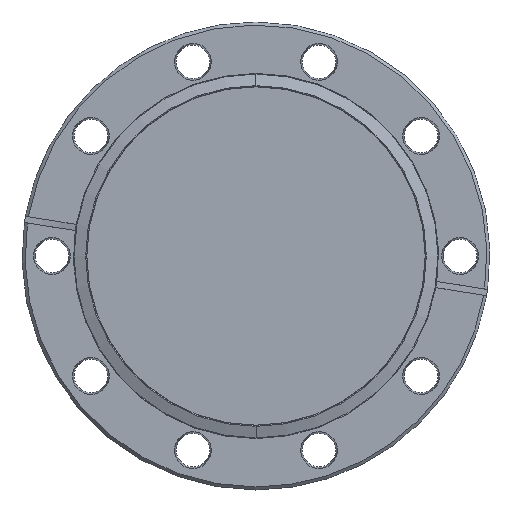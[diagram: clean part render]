
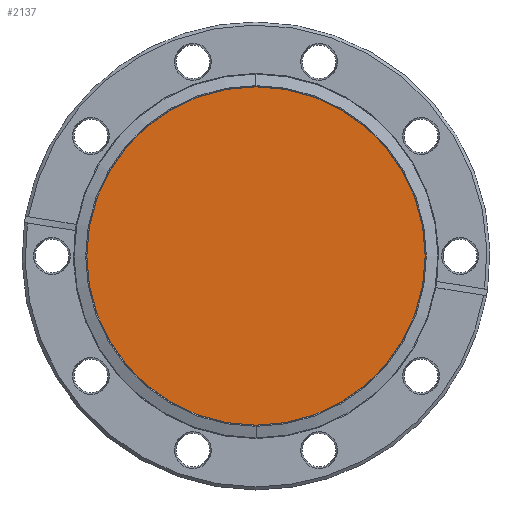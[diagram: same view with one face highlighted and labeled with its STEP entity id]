
A CAD part, left-side view. The second image highlights one B-rep face of the part: STEP entity #2137.
In plain terms, the highlighted planar face has unit normal (-1, 0, 0).
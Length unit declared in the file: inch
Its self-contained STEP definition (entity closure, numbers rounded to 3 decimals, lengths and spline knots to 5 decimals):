
#64 = ORIENTED_EDGE ( 'NONE', *, *, #1040, .T. ) ;
#89 = DIRECTION ( 'NONE',  ( 1., 0., 0. ) ) ;
#99 = ORIENTED_EDGE ( 'NONE', *, *, #2836, .T. ) ;
#160 = VERTEX_POINT ( 'NONE', #988 ) ;
#294 = CIRCLE ( 'NONE', #3148, 1.67 ) ;
#343 = CARTESIAN_POINT ( 'NONE',  ( 0.051, 1.675, 0. ) ) ;
#507 = CARTESIAN_POINT ( 'NONE',  ( 0.051, 0., 0. ) ) ;
#646 = PLANE ( 'NONE',  #2320 ) ;
#988 = CARTESIAN_POINT ( 'NONE',  ( 0.051, 0., 1.67 ) ) ;
#1040 = EDGE_CURVE ( 'NONE', #160, #1954, #294, .T. ) ;
#1075 = AXIS2_PLACEMENT_3D ( 'NONE', #507, #2844, #2067 ) ;
#1142 = FACE_OUTER_BOUND ( 'NONE', #1729, .T. ) ;
#1391 = DIRECTION ( 'NONE',  ( 0., 0., -1. ) ) ;
#1729 = EDGE_LOOP ( 'NONE', ( #99, #64 ) ) ;
#1812 = DIRECTION ( 'NONE',  ( -1., 0., 0. ) ) ;
#1954 = VERTEX_POINT ( 'NONE', #3305 ) ;
#2067 = DIRECTION ( 'NONE',  ( 0., 0., -1. ) ) ;
#2076 = CARTESIAN_POINT ( 'NONE',  ( 0.051, 0., 0. ) ) ;
#2137 = ADVANCED_FACE ( 'NONE', ( #1142 ), #646, .F. ) ;
#2314 = DIRECTION ( 'NONE',  ( 0., 0., -1. ) ) ;
#2320 = AXIS2_PLACEMENT_3D ( 'NONE', #343, #89, #1391 ) ;
#2519 = CIRCLE ( 'NONE', #1075, 1.67 ) ;
#2836 = EDGE_CURVE ( 'NONE', #1954, #160, #2519, .T. ) ;
#2844 = DIRECTION ( 'NONE',  ( -1., 0., 0. ) ) ;
#3148 = AXIS2_PLACEMENT_3D ( 'NONE', #2076, #1812, #2314 ) ;
#3305 = CARTESIAN_POINT ( 'NONE',  ( 0.051, 0., -1.67 ) ) ;
